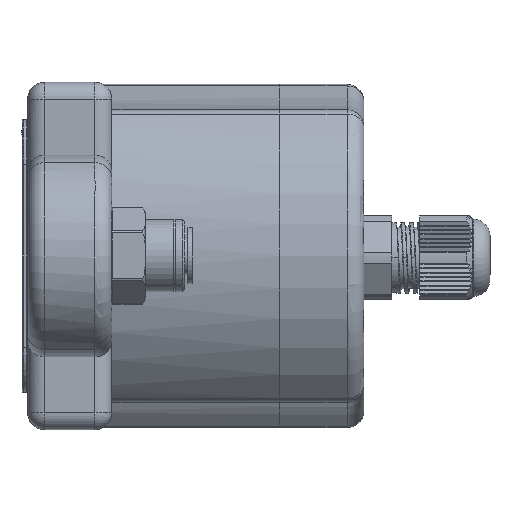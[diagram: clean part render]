
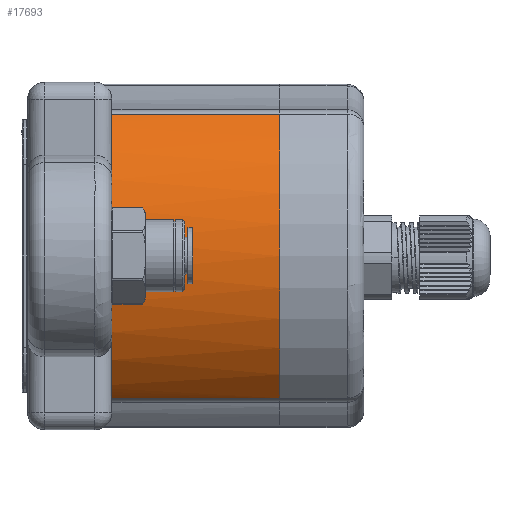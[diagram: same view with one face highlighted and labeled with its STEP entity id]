
A CAD part, left-side view. The second image highlights one B-rep face of the part: STEP entity #17693.
In plain terms, the highlighted cylindrical face has radius 34.427 mm (diameter 68.854 mm), a partial arc.
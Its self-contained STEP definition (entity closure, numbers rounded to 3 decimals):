
#1084=FACE_OUTER_BOUND('',#2101,.T.);
#2101=EDGE_LOOP('',(#12355,#12356,#12357,#12358,#12359,#12360));
#3107=B_SPLINE_CURVE_WITH_KNOTS('',3,(#30674,#30675,#30676,#30677,#30678,
#30679,#30680,#30681),.UNSPECIFIED.,.F.,.F.,(4,2,2,4),(0.231,
0.283,0.457,0.555),.UNSPECIFIED.);
#3109=B_SPLINE_CURVE_WITH_KNOTS('',3,(#30702,#30703,#30704,#30705,#30706,
#30707,#30708,#30709),.UNSPECIFIED.,.F.,.F.,(4,2,2,4),(0.533,
0.664,0.851,0.894),.UNSPECIFIED.);
#3876=CIRCLE('',#18868,34.427);
#3880=CIRCLE('',#18877,34.427);
#4387=LINE('',#30726,#5900);
#4388=LINE('',#30728,#5901);
#5900=VECTOR('',#20578,10.);
#5901=VECTOR('',#20579,3.);
#7479=VERTEX_POINT('',#30671);
#7480=VERTEX_POINT('',#30673);
#7482=VERTEX_POINT('',#30693);
#7483=VERTEX_POINT('',#30701);
#7485=VERTEX_POINT('',#30725);
#7486=VERTEX_POINT('',#30727);
#9353=EDGE_CURVE('',#7480,#7479,#3107,.T.);
#9357=EDGE_CURVE('',#7479,#7482,#3876,.T.);
#9361=EDGE_CURVE('',#7482,#7483,#3109,.T.);
#9365=EDGE_CURVE('',#7480,#7485,#4387,.T.);
#9366=EDGE_CURVE('',#7486,#7483,#4388,.T.);
#9367=EDGE_CURVE('',#7485,#7486,#3880,.T.);
#12355=ORIENTED_EDGE('',*,*,#9365,.F.);
#12356=ORIENTED_EDGE('',*,*,#9353,.T.);
#12357=ORIENTED_EDGE('',*,*,#9357,.T.);
#12358=ORIENTED_EDGE('',*,*,#9361,.T.);
#12359=ORIENTED_EDGE('',*,*,#9366,.F.);
#12360=ORIENTED_EDGE('',*,*,#9367,.F.);
#17415=CYLINDRICAL_SURFACE('',#18876,34.427);
#17693=ADVANCED_FACE('',(#1084),#17415,.T.);
#18868=AXIS2_PLACEMENT_3D('',#30695,#20559,#20560);
#18876=AXIS2_PLACEMENT_3D('',#30724,#20576,#20577);
#18877=AXIS2_PLACEMENT_3D('',#30729,#20580,#20581);
#20559=DIRECTION('center_axis',(0.,-1.,0.));
#20560=DIRECTION('ref_axis',(1.,0.,0.));
#20576=DIRECTION('center_axis',(0.,-1.,0.));
#20577=DIRECTION('ref_axis',(-1.,0.,-0.001));
#20578=DIRECTION('',(0.,-1.,0.));
#20579=DIRECTION('',(0.,1.,0.));
#20580=DIRECTION('center_axis',(0.,-1.,0.));
#20581=DIRECTION('ref_axis',(1.,0.,0.));
#30671=CARTESIAN_POINT('',(209.428,833.,301.727));
#30673=CARTESIAN_POINT('',(211.686,834.06,304.016));
#30674=CARTESIAN_POINT('Ctrl Pts',(211.686,834.06,304.016));
#30675=CARTESIAN_POINT('Ctrl Pts',(211.586,833.953,303.923));
#30676=CARTESIAN_POINT('Ctrl Pts',(211.481,833.855,303.825));
#30677=CARTESIAN_POINT('Ctrl Pts',(211.01,833.463,303.379));
#30678=CARTESIAN_POINT('Ctrl Pts',(210.59,833.233,302.966));
#30679=CARTESIAN_POINT('Ctrl Pts',(209.913,833.037,302.259));
#30680=CARTESIAN_POINT('Ctrl Pts',(209.668,833.,301.994));
#30681=CARTESIAN_POINT('Ctrl Pts',(209.428,833.,301.727));
#30693=CARTESIAN_POINT('',(209.421,833.,255.71));
#30695=CARTESIAN_POINT('Origin',(235.034,833.,278.715));
#30701=CARTESIAN_POINT('',(211.731,834.091,253.372));
#30702=CARTESIAN_POINT('Ctrl Pts',(209.421,833.,255.71));
#30703=CARTESIAN_POINT('Ctrl Pts',(209.718,833.,255.379));
#30704=CARTESIAN_POINT('Ctrl Pts',(210.022,833.056,255.054));
#30705=CARTESIAN_POINT('Ctrl Pts',(210.746,833.31,254.307));
#30706=CARTESIAN_POINT('Ctrl Pts',(211.153,833.554,253.912));
#30707=CARTESIAN_POINT('Ctrl Pts',(211.58,833.937,253.512));
#30708=CARTESIAN_POINT('Ctrl Pts',(211.658,834.012,253.44));
#30709=CARTESIAN_POINT('Ctrl Pts',(211.731,834.091,253.372));
#30724=CARTESIAN_POINT('Origin',(235.034,836.,278.715));
#30725=CARTESIAN_POINT('',(211.686,803.,304.016));
#30726=CARTESIAN_POINT('',(211.686,848.,304.016));
#30727=CARTESIAN_POINT('',(211.731,803.,253.372));
#30728=CARTESIAN_POINT('',(211.731,836.,253.372));
#30729=CARTESIAN_POINT('Origin',(235.034,803.,278.715));
